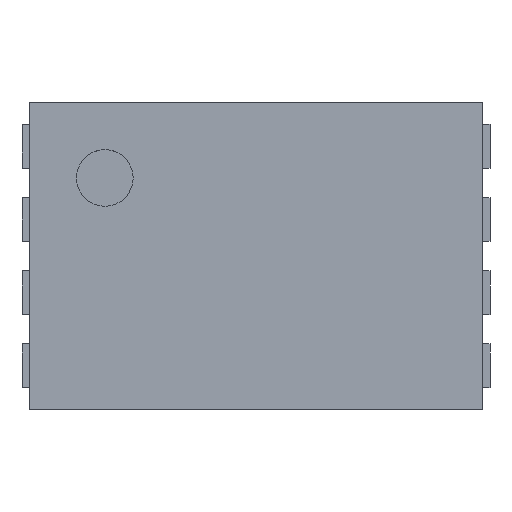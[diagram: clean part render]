
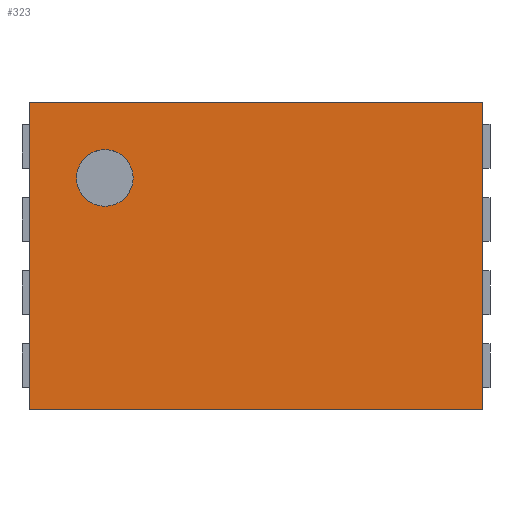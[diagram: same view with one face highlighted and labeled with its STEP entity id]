
A CAD part, top view. The second image highlights one B-rep face of the part: STEP entity #323.
In plain terms, the highlighted planar face has unit normal (0, 0, 1).
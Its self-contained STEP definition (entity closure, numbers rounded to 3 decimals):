
#134 = VERTEX_POINT('',#135);
#135 = CARTESIAN_POINT('',(0.,0.,0.6));
#142 = PLANE('',#143);
#143 = AXIS2_PLACEMENT_3D('',#144,#145,#146);
#144 = CARTESIAN_POINT('',(0.,0.,0.05));
#145 = DIRECTION('',(1.,0.,-0.));
#146 = DIRECTION('',(0.,0.,1.));
#154 = PLANE('',#155);
#155 = AXIS2_PLACEMENT_3D('',#156,#157,#158);
#156 = CARTESIAN_POINT('',(0.,0.,0.05));
#157 = DIRECTION('',(-0.,1.,0.));
#158 = DIRECTION('',(0.,0.,1.));
#195 = VERTEX_POINT('',#196);
#196 = CARTESIAN_POINT('',(0.,2.1,0.6));
#210 = PLANE('',#211);
#211 = AXIS2_PLACEMENT_3D('',#212,#213,#214);
#212 = CARTESIAN_POINT('',(0.,2.1,0.05));
#213 = DIRECTION('',(-0.,1.,0.));
#214 = DIRECTION('',(0.,0.,1.));
#222 = EDGE_CURVE('',#134,#195,#223,.T.);
#223 = SURFACE_CURVE('',#224,(#228,#235),.PCURVE_S1.);
#224 = LINE('',#225,#226);
#225 = CARTESIAN_POINT('',(0.,0.,0.6));
#226 = VECTOR('',#227,1.);
#227 = DIRECTION('',(-0.,1.,0.));
#228 = PCURVE('',#142,#229);
#229 = DEFINITIONAL_REPRESENTATION('',(#230),#234);
#230 = LINE('',#231,#232);
#231 = CARTESIAN_POINT('',(0.55,0.));
#232 = VECTOR('',#233,1.);
#233 = DIRECTION('',(0.,-1.));
#234 = ( GEOMETRIC_REPRESENTATION_CONTEXT(2) 
PARAMETRIC_REPRESENTATION_CONTEXT() REPRESENTATION_CONTEXT('2D SPACE',''
  ) );
#235 = PCURVE('',#236,#241);
#236 = PLANE('',#237);
#237 = AXIS2_PLACEMENT_3D('',#238,#239,#240);
#238 = CARTESIAN_POINT('',(0.,0.,0.6));
#239 = DIRECTION('',(0.,0.,1.));
#240 = DIRECTION('',(1.,0.,-0.));
#241 = DEFINITIONAL_REPRESENTATION('',(#242),#246);
#242 = LINE('',#243,#244);
#243 = CARTESIAN_POINT('',(0.,0.));
#244 = VECTOR('',#245,1.);
#245 = DIRECTION('',(0.,1.));
#246 = ( GEOMETRIC_REPRESENTATION_CONTEXT(2) 
PARAMETRIC_REPRESENTATION_CONTEXT() REPRESENTATION_CONTEXT('2D SPACE',''
  ) );
#275 = EDGE_CURVE('',#134,#276,#278,.T.);
#276 = VERTEX_POINT('',#277);
#277 = CARTESIAN_POINT('',(3.1,0.,0.6));
#278 = SURFACE_CURVE('',#279,(#283,#290),.PCURVE_S1.);
#279 = LINE('',#280,#281);
#280 = CARTESIAN_POINT('',(0.,0.,0.6));
#281 = VECTOR('',#282,1.);
#282 = DIRECTION('',(1.,0.,-0.));
#283 = PCURVE('',#154,#284);
#284 = DEFINITIONAL_REPRESENTATION('',(#285),#289);
#285 = LINE('',#286,#287);
#286 = CARTESIAN_POINT('',(0.55,0.));
#287 = VECTOR('',#288,1.);
#288 = DIRECTION('',(0.,1.));
#289 = ( GEOMETRIC_REPRESENTATION_CONTEXT(2) 
PARAMETRIC_REPRESENTATION_CONTEXT() REPRESENTATION_CONTEXT('2D SPACE',''
  ) );
#290 = PCURVE('',#236,#291);
#291 = DEFINITIONAL_REPRESENTATION('',(#292),#296);
#292 = LINE('',#293,#294);
#293 = CARTESIAN_POINT('',(0.,0.));
#294 = VECTOR('',#295,1.);
#295 = DIRECTION('',(1.,0.));
#296 = ( GEOMETRIC_REPRESENTATION_CONTEXT(2) 
PARAMETRIC_REPRESENTATION_CONTEXT() REPRESENTATION_CONTEXT('2D SPACE',''
  ) );
#312 = PLANE('',#313);
#313 = AXIS2_PLACEMENT_3D('',#314,#315,#316);
#314 = CARTESIAN_POINT('',(3.1,0.,0.05));
#315 = DIRECTION('',(1.,0.,-0.));
#316 = DIRECTION('',(0.,0.,1.));
#323 = ADVANCED_FACE('',(#324,#372),#236,.T.);
#324 = FACE_BOUND('',#325,.T.);
#325 = EDGE_LOOP('',(#326,#327,#328,#351));
#326 = ORIENTED_EDGE('',*,*,#222,.F.);
#327 = ORIENTED_EDGE('',*,*,#275,.T.);
#328 = ORIENTED_EDGE('',*,*,#329,.T.);
#329 = EDGE_CURVE('',#276,#330,#332,.T.);
#330 = VERTEX_POINT('',#331);
#331 = CARTESIAN_POINT('',(3.1,2.1,0.6));
#332 = SURFACE_CURVE('',#333,(#337,#344),.PCURVE_S1.);
#333 = LINE('',#334,#335);
#334 = CARTESIAN_POINT('',(3.1,0.,0.6));
#335 = VECTOR('',#336,1.);
#336 = DIRECTION('',(-0.,1.,0.));
#337 = PCURVE('',#236,#338);
#338 = DEFINITIONAL_REPRESENTATION('',(#339),#343);
#339 = LINE('',#340,#341);
#340 = CARTESIAN_POINT('',(3.1,0.));
#341 = VECTOR('',#342,1.);
#342 = DIRECTION('',(0.,1.));
#343 = ( GEOMETRIC_REPRESENTATION_CONTEXT(2) 
PARAMETRIC_REPRESENTATION_CONTEXT() REPRESENTATION_CONTEXT('2D SPACE',''
  ) );
#344 = PCURVE('',#312,#345);
#345 = DEFINITIONAL_REPRESENTATION('',(#346),#350);
#346 = LINE('',#347,#348);
#347 = CARTESIAN_POINT('',(0.55,0.));
#348 = VECTOR('',#349,1.);
#349 = DIRECTION('',(0.,-1.));
#350 = ( GEOMETRIC_REPRESENTATION_CONTEXT(2) 
PARAMETRIC_REPRESENTATION_CONTEXT() REPRESENTATION_CONTEXT('2D SPACE',''
  ) );
#351 = ORIENTED_EDGE('',*,*,#352,.F.);
#352 = EDGE_CURVE('',#195,#330,#353,.T.);
#353 = SURFACE_CURVE('',#354,(#358,#365),.PCURVE_S1.);
#354 = LINE('',#355,#356);
#355 = CARTESIAN_POINT('',(0.,2.1,0.6));
#356 = VECTOR('',#357,1.);
#357 = DIRECTION('',(1.,0.,-0.));
#358 = PCURVE('',#236,#359);
#359 = DEFINITIONAL_REPRESENTATION('',(#360),#364);
#360 = LINE('',#361,#362);
#361 = CARTESIAN_POINT('',(0.,2.1));
#362 = VECTOR('',#363,1.);
#363 = DIRECTION('',(1.,0.));
#364 = ( GEOMETRIC_REPRESENTATION_CONTEXT(2) 
PARAMETRIC_REPRESENTATION_CONTEXT() REPRESENTATION_CONTEXT('2D SPACE',''
  ) );
#365 = PCURVE('',#210,#366);
#366 = DEFINITIONAL_REPRESENTATION('',(#367),#371);
#367 = LINE('',#368,#369);
#368 = CARTESIAN_POINT('',(0.55,0.));
#369 = VECTOR('',#370,1.);
#370 = DIRECTION('',(0.,1.));
#371 = ( GEOMETRIC_REPRESENTATION_CONTEXT(2) 
PARAMETRIC_REPRESENTATION_CONTEXT() REPRESENTATION_CONTEXT('2D SPACE',''
  ) );
#372 = FACE_BOUND('',#373,.T.);
#373 = EDGE_LOOP('',(#374));
#374 = ORIENTED_EDGE('',*,*,#375,.F.);
#375 = EDGE_CURVE('',#376,#376,#378,.T.);
#376 = VERTEX_POINT('',#377);
#377 = CARTESIAN_POINT('',(0.71,1.583,0.6));
#378 = SURFACE_CURVE('',#379,(#384,#391),.PCURVE_S1.);
#379 = CIRCLE('',#380,0.194);
#380 = AXIS2_PLACEMENT_3D('',#381,#382,#383);
#381 = CARTESIAN_POINT('',(0.517,1.583,0.6));
#382 = DIRECTION('',(0.,0.,1.));
#383 = DIRECTION('',(1.,0.,-0.));
#384 = PCURVE('',#236,#385);
#385 = DEFINITIONAL_REPRESENTATION('',(#386),#390);
#386 = CIRCLE('',#387,0.194);
#387 = AXIS2_PLACEMENT_2D('',#388,#389);
#388 = CARTESIAN_POINT('',(0.517,1.583));
#389 = DIRECTION('',(1.,0.));
#390 = ( GEOMETRIC_REPRESENTATION_CONTEXT(2) 
PARAMETRIC_REPRESENTATION_CONTEXT() REPRESENTATION_CONTEXT('2D SPACE',''
  ) );
#391 = PCURVE('',#392,#397);
#392 = CYLINDRICAL_SURFACE('',#393,0.194);
#393 = AXIS2_PLACEMENT_3D('',#394,#395,#396);
#394 = CARTESIAN_POINT('',(0.517,1.583,0.5));
#395 = DIRECTION('',(0.,0.,1.));
#396 = DIRECTION('',(1.,0.,-0.));
#397 = DEFINITIONAL_REPRESENTATION('',(#398),#402);
#398 = LINE('',#399,#400);
#399 = CARTESIAN_POINT('',(0.,0.1));
#400 = VECTOR('',#401,1.);
#401 = DIRECTION('',(1.,0.));
#402 = ( GEOMETRIC_REPRESENTATION_CONTEXT(2) 
PARAMETRIC_REPRESENTATION_CONTEXT() REPRESENTATION_CONTEXT('2D SPACE',''
  ) );
